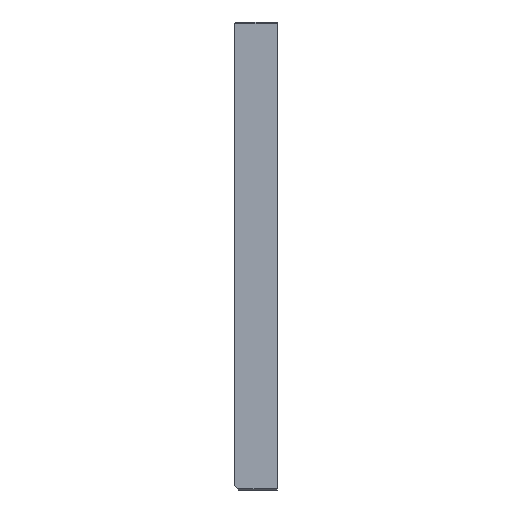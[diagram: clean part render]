
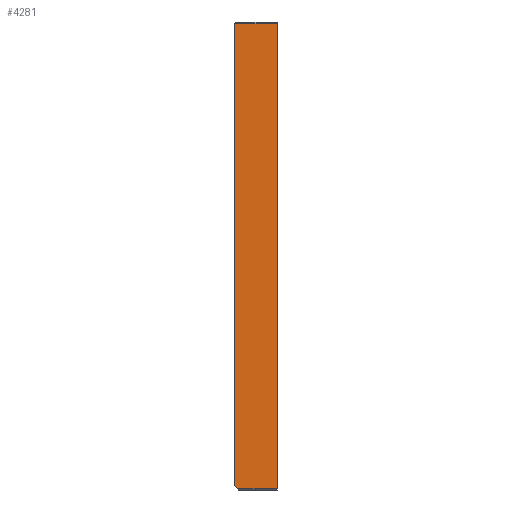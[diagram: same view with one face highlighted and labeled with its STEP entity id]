
A CAD part, left-side view. The second image highlights one B-rep face of the part: STEP entity #4281.
In plain terms, the highlighted planar face has unit normal (-1, 0, 0).
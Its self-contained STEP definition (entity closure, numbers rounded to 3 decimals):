
#745=VERTEX_POINT('',#6179);
#746=VERTEX_POINT('',#6181);
#747=VERTEX_POINT('',#6185);
#748=VERTEX_POINT('',#6186);
#749=VERTEX_POINT('',#6188);
#1134=VECTOR('',#5027,1.);
#1136=VECTOR('',#5030,1.);
#1137=VECTOR('',#5031,1.);
#1138=VECTOR('',#5032,1.);
#1139=VECTOR('',#5033,1.);
#1553=LINE('',#6180,#1134);
#1555=LINE('',#6184,#1136);
#1556=LINE('',#6187,#1137);
#1557=LINE('',#6189,#1138);
#1558=LINE('',#6190,#1139);
#1982=EDGE_CURVE('',#745,#746,#1553,.T.);
#1984=EDGE_CURVE('',#747,#748,#1555,.T.);
#1985=EDGE_CURVE('',#748,#749,#1556,.T.);
#1986=EDGE_CURVE('',#749,#746,#1557,.T.);
#1987=EDGE_CURVE('',#747,#745,#1558,.T.);
#2587=ORIENTED_EDGE('',*,*,#1984,.T.);
#2588=ORIENTED_EDGE('',*,*,#1985,.T.);
#2589=ORIENTED_EDGE('',*,*,#1986,.T.);
#2590=ORIENTED_EDGE('',*,*,#1982,.F.);
#2591=ORIENTED_EDGE('',*,*,#1987,.F.);
#3689=EDGE_LOOP('',(#2587,#2588,#2589,#2590,#2591));
#3985=FACE_BOUND('',#3689,.T.);
#4281=ADVANCED_FACE('',(#3985),#7233,.F.);
#4527=AXIS2_PLACEMENT_3D('',#6183,#5029,$);
#5027=DIRECTION('',(0.,-1.,0.));
#5029=DIRECTION('',(1.,0.,0.));
#5030=DIRECTION('',(0.,-0.707,-0.707));
#5031=DIRECTION('',(0.,-1.,0.));
#5032=DIRECTION('',(0.,0.,1.));
#5033=DIRECTION('',(0.,0.,1.));
#6179=CARTESIAN_POINT('',(-150.,41.,224.));
#6180=CARTESIAN_POINT('',(-150.,41.,224.));
#6181=CARTESIAN_POINT('',(-150.,0.,224.));
#6183=CARTESIAN_POINT('',(-150.,6.,-224.));
#6184=CARTESIAN_POINT('',(-150.,41.,-221.));
#6185=CARTESIAN_POINT('',(-150.,41.,-221.));
#6186=CARTESIAN_POINT('',(-150.,38.,-224.));
#6187=CARTESIAN_POINT('',(-150.,38.,-224.));
#6188=CARTESIAN_POINT('',(-150.,0.,-224.));
#6189=CARTESIAN_POINT('',(-150.,0.,-224.));
#6190=CARTESIAN_POINT('',(-150.,41.,-221.));
#7233=PLANE('',#4527);
